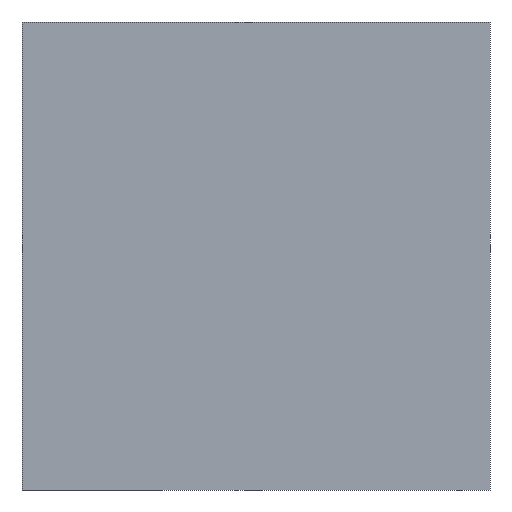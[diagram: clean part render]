
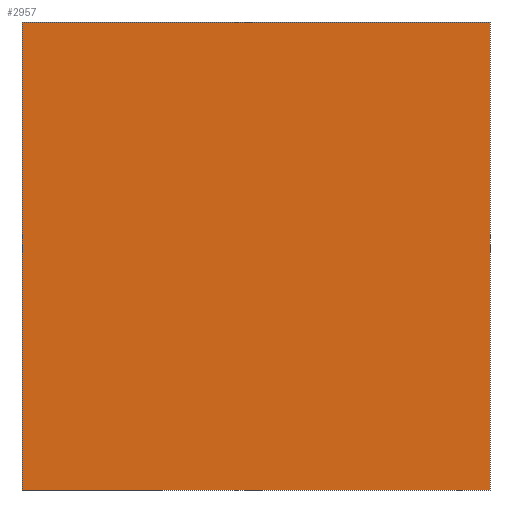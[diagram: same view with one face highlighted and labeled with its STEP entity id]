
A CAD part, front view. The second image highlights one B-rep face of the part: STEP entity #2957.
In plain terms, the highlighted free-form (B-spline) face has degree [1, 1] with [2, 2] control points.
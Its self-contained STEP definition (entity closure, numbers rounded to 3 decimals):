
#2837 = EDGE_CURVE('',#2838,#2840,#2842,.T.);
#2838 = VERTEX_POINT('',#2839);
#2839 = CARTESIAN_POINT('',(-2199.055,0.,2199.055));
#2840 = VERTEX_POINT('',#2841);
#2841 = CARTESIAN_POINT('',(2199.055,0.,2199.055));
#2842 = B_SPLINE_CURVE_WITH_KNOTS('',1,(#2843,#2844),.UNSPECIFIED.,.F.,
  .F.,(2,2),(0.,300.),.PIECEWISE_BEZIER_KNOTS.);
#2843 = CARTESIAN_POINT('',(-2199.055,0.,2199.055));
#2844 = CARTESIAN_POINT('',(2199.055,0.,2199.055));
#2873 = EDGE_CURVE('',#2874,#2838,#2876,.T.);
#2874 = VERTEX_POINT('',#2875);
#2875 = CARTESIAN_POINT('',(-2199.055,0.,-2199.055)
  );
#2876 = B_SPLINE_CURVE_WITH_KNOTS('',1,(#2877,#2878),.UNSPECIFIED.,.F.,
  .F.,(2,2),(0.,300.),.PIECEWISE_BEZIER_KNOTS.);
#2877 = CARTESIAN_POINT('',(-2199.055,0.,-2199.055)
  );
#2878 = CARTESIAN_POINT('',(-2199.055,0.,2199.055));
#2901 = EDGE_CURVE('',#2902,#2874,#2904,.T.);
#2902 = VERTEX_POINT('',#2903);
#2903 = CARTESIAN_POINT('',(2199.055,0.,-2199.055));
#2904 = B_SPLINE_CURVE_WITH_KNOTS('',1,(#2905,#2906),.UNSPECIFIED.,.F.,
  .F.,(2,2),(0.,300.),.PIECEWISE_BEZIER_KNOTS.);
#2905 = CARTESIAN_POINT('',(2199.055,0.,-2199.055));
#2906 = CARTESIAN_POINT('',(-2199.055,0.,-2199.055)
  );
#2929 = EDGE_CURVE('',#2840,#2902,#2930,.T.);
#2930 = B_SPLINE_CURVE_WITH_KNOTS('',1,(#2931,#2932),.UNSPECIFIED.,.F.,
  .F.,(2,2),(0.,300.),.PIECEWISE_BEZIER_KNOTS.);
#2931 = CARTESIAN_POINT('',(2199.055,0.,2199.055));
#2932 = CARTESIAN_POINT('',(2199.055,0.,-2199.055));
#2957 = ADVANCED_FACE('',(#2958),#2964,.T.);
#2958 = FACE_BOUND('',#2959,.T.);
#2959 = EDGE_LOOP('',(#2960,#2961,#2962,#2963));
#2960 = ORIENTED_EDGE('',*,*,#2929,.F.);
#2961 = ORIENTED_EDGE('',*,*,#2837,.F.);
#2962 = ORIENTED_EDGE('',*,*,#2873,.F.);
#2963 = ORIENTED_EDGE('',*,*,#2901,.F.);
#2964 = B_SPLINE_SURFACE_WITH_KNOTS('',1,1,(
    (#2965,#2966)
    ,(#2967,#2968
    )),.UNSPECIFIED.,.F.,.F.,.F.,(2,2),(2,2),(-150.001,150.001),(
    -150.001,150.001),.PIECEWISE_BEZIER_KNOTS.);
#2965 = CARTESIAN_POINT('',(2199.07,0.,2199.07));
#2966 = CARTESIAN_POINT('',(2199.07,0.,-2199.07));
#2967 = CARTESIAN_POINT('',(-2199.07,0.,2199.07));
#2968 = CARTESIAN_POINT('',(-2199.07,0.,-2199.07)
  );
